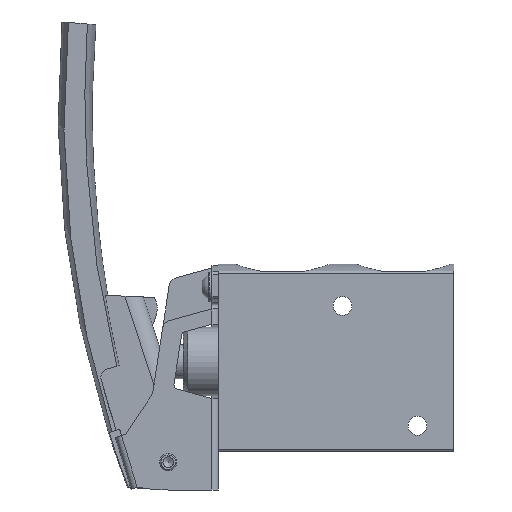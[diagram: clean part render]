
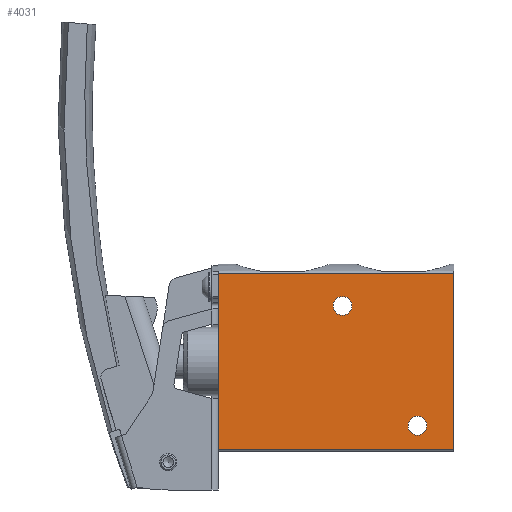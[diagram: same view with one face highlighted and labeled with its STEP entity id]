
A CAD part, left-side view. The second image highlights one B-rep face of the part: STEP entity #4031.
In plain terms, the highlighted face is planar.
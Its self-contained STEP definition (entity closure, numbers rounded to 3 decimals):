
#100=PLANE('',#4337);
#215=CIRCLE('',#4338,2.2);
#216=CIRCLE('',#4339,2.2);
#435=LINE('',#6131,#744);
#449=LINE('',#6241,#758);
#450=LINE('',#6249,#759);
#451=LINE('',#6250,#760);
#744=VECTOR('',#4819,1000.);
#758=VECTOR('',#4865,1000.);
#759=VECTOR('',#4874,1000.);
#760=VECTOR('',#4875,1000.);
#1099=ORIENTED_EDGE('',*,*,#2259,.F.);
#1100=ORIENTED_EDGE('',*,*,#2260,.F.);
#1101=ORIENTED_EDGE('',*,*,#2261,.T.);
#1102=ORIENTED_EDGE('',*,*,#2225,.F.);
#1103=ORIENTED_EDGE('',*,*,#2262,.F.);
#1104=ORIENTED_EDGE('',*,*,#2257,.T.);
#2225=EDGE_CURVE('',#2809,#2810,#435,.T.);
#2257=EDGE_CURVE('',#2834,#2833,#449,.T.);
#2259=EDGE_CURVE('',#2835,#2835,#215,.T.);
#2260=EDGE_CURVE('',#2836,#2836,#216,.T.);
#2261=EDGE_CURVE('',#2833,#2810,#450,.T.);
#2262=EDGE_CURVE('',#2834,#2809,#451,.T.);
#2809=VERTEX_POINT('',#6130);
#2810=VERTEX_POINT('',#6132);
#2833=VERTEX_POINT('',#6240);
#2834=VERTEX_POINT('',#6242);
#2835=VERTEX_POINT('',#6246);
#2836=VERTEX_POINT('',#6248);
#3263=EDGE_LOOP('',(#1099));
#3264=EDGE_LOOP('',(#1100));
#3265=EDGE_LOOP('',(#1101,#1102,#1103,#1104));
#3590=FACE_BOUND('',#3263,.T.);
#3591=FACE_BOUND('',#3264,.T.);
#3592=FACE_BOUND('',#3265,.T.);
#4031=ADVANCED_FACE('',(#3590,#3591,#3592),#100,.F.);
#4337=AXIS2_PLACEMENT_3D('',#6244,#4868,#4869);
#4338=AXIS2_PLACEMENT_3D('',#6245,#4870,#4871);
#4339=AXIS2_PLACEMENT_3D('',#6247,#4872,#4873);
#4819=DIRECTION('',(0.,-1.,0.));
#4865=DIRECTION('',(0.,-1.,0.));
#4868=DIRECTION('',(0.,0.,-1.));
#4869=DIRECTION('',(-1.,0.,0.));
#4870=DIRECTION('',(0.,0.,1.));
#4871=DIRECTION('',(1.,0.,0.));
#4872=DIRECTION('',(0.,0.,1.));
#4873=DIRECTION('',(1.,0.,0.));
#4874=DIRECTION('',(1.,0.,0.));
#4875=DIRECTION('',(1.,0.,0.));
#6130=CARTESIAN_POINT('',(20.644,55.,10.));
#6131=CARTESIAN_POINT('',(20.644,55.,10.));
#6132=CARTESIAN_POINT('',(20.644,0.,10.));
#6240=CARTESIAN_POINT('',(-20.5,0.,10.));
#6241=CARTESIAN_POINT('',(-20.5,55.,10.));
#6242=CARTESIAN_POINT('',(-20.5,55.,10.));
#6244=CARTESIAN_POINT('',(-20.5,55.,10.));
#6245=CARTESIAN_POINT('',(13.,26.,10.));
#6246=CARTESIAN_POINT('',(15.2,26.,10.));
#6247=CARTESIAN_POINT('',(-15.,8.5,10.));
#6248=CARTESIAN_POINT('',(-12.8,8.5,10.));
#6249=CARTESIAN_POINT('',(-20.5,0.,10.));
#6250=CARTESIAN_POINT('',(-20.5,55.,10.));
